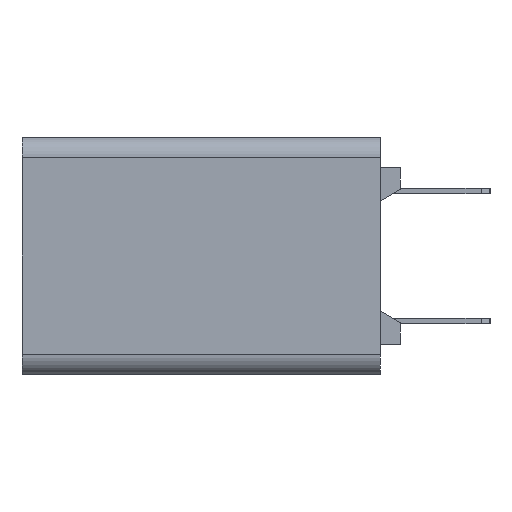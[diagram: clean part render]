
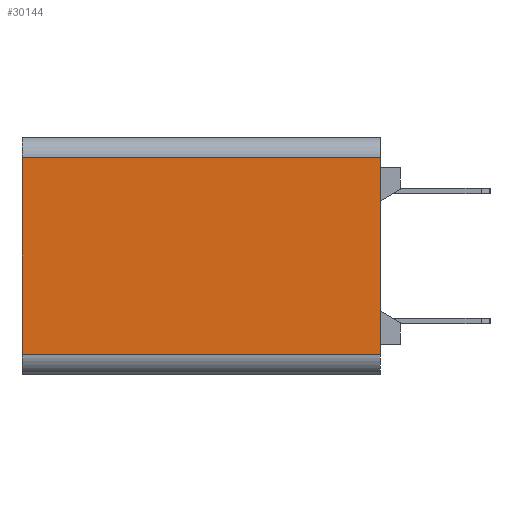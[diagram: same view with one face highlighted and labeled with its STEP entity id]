
A CAD part, left-side view. The second image highlights one B-rep face of the part: STEP entity #30144.
In plain terms, the highlighted planar face has unit normal (-1, 0, 0).
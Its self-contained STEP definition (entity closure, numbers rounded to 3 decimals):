
#348 = ORIENTED_EDGE ( 'NONE', *, *, #13883, .T. ) ;
#402 = EDGE_CURVE ( 'NONE', #6844, #8188, #29859, .T. ) ;
#1851 = VERTEX_POINT ( 'NONE', #21894 ) ;
#2175 = DIRECTION ( 'NONE',  ( 0., -1., 0. ) ) ;
#4101 = DIRECTION ( 'NONE',  ( 1., 0., 0. ) ) ;
#5701 = CARTESIAN_POINT ( 'NONE',  ( -38.86, 0., -3.85 ) ) ;
#5996 = CARTESIAN_POINT ( 'NONE',  ( -38.86, 14., -3.85 ) ) ;
#6844 = VERTEX_POINT ( 'NONE', #30574 ) ;
#8188 = VERTEX_POINT ( 'NONE', #18614 ) ;
#9462 = EDGE_CURVE ( 'NONE', #1851, #24056, #13268, .T. ) ;
#10376 = VECTOR ( 'NONE', #2175, 1000. ) ;
#11997 = CARTESIAN_POINT ( 'NONE',  ( -38.86, 14., -3.85 ) ) ;
#12464 = ORIENTED_EDGE ( 'NONE', *, *, #402, .F. ) ;
#12797 = DIRECTION ( 'NONE',  ( 0., -1., 0. ) ) ;
#13225 = LINE ( 'NONE', #34298, #10376 ) ;
#13268 = LINE ( 'NONE', #5701, #32159 ) ;
#13883 = EDGE_CURVE ( 'NONE', #6844, #1851, #34043, .T. ) ;
#18331 = EDGE_LOOP ( 'NONE', ( #33828, #28359, #12464, #348 ) ) ;
#18614 = CARTESIAN_POINT ( 'NONE',  ( -38.86, 14., 3.85 ) ) ;
#21894 = CARTESIAN_POINT ( 'NONE',  ( -38.86, 0., -3.85 ) ) ;
#22352 = DIRECTION ( 'NONE',  ( 0., 0., -1. ) ) ;
#23498 = CARTESIAN_POINT ( 'NONE',  ( -38.86, 14., -3.85 ) ) ;
#24056 = VERTEX_POINT ( 'NONE', #28615 ) ;
#24057 = VECTOR ( 'NONE', #12797, 1000. ) ;
#24923 = EDGE_CURVE ( 'NONE', #8188, #24056, #13225, .T. ) ;
#27110 = DIRECTION ( 'NONE',  ( 0., 0., 1. ) ) ;
#27232 = DIRECTION ( 'NONE',  ( 0., 0., 1. ) ) ;
#28114 = VECTOR ( 'NONE', #27232, 1000. ) ;
#28320 = FACE_OUTER_BOUND ( 'NONE', #18331, .T. ) ;
#28359 = ORIENTED_EDGE ( 'NONE', *, *, #24923, .F. ) ;
#28615 = CARTESIAN_POINT ( 'NONE',  ( -38.86, 0., 3.85 ) ) ;
#29859 = LINE ( 'NONE', #5996, #28114 ) ;
#30144 = ADVANCED_FACE ( 'NONE', ( #28320 ), #33241, .F. ) ;
#30574 = CARTESIAN_POINT ( 'NONE',  ( -38.86, 14., -3.85 ) ) ;
#30582 = AXIS2_PLACEMENT_3D ( 'NONE', #11997, #4101, #22352 ) ;
#32159 = VECTOR ( 'NONE', #27110, 1000. ) ;
#33241 = PLANE ( 'NONE',  #30582 ) ;
#33828 = ORIENTED_EDGE ( 'NONE', *, *, #9462, .T. ) ;
#34043 = LINE ( 'NONE', #23498, #24057 ) ;
#34298 = CARTESIAN_POINT ( 'NONE',  ( -38.86, 14., 3.85 ) ) ;
